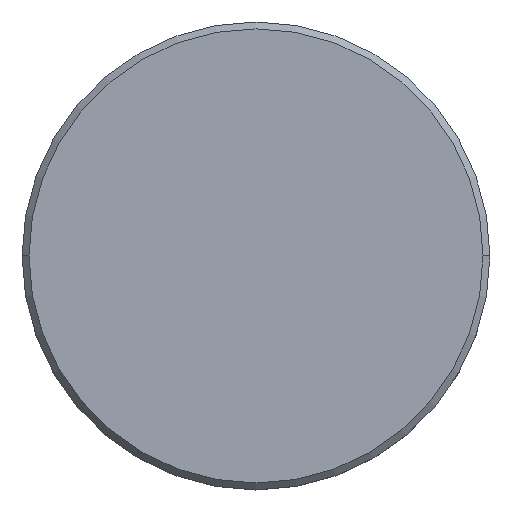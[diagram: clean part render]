
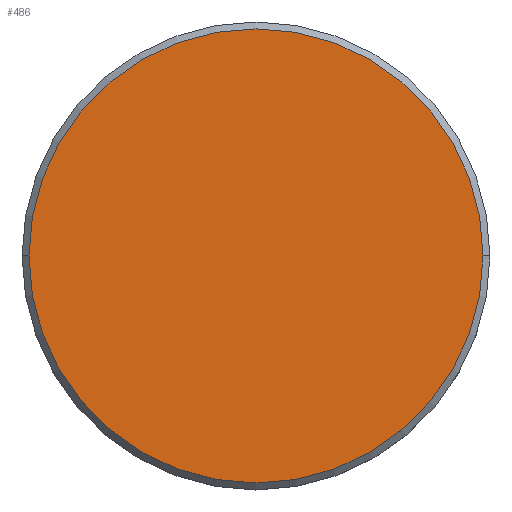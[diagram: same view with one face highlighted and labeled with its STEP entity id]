
A CAD part, top view. The second image highlights one B-rep face of the part: STEP entity #486.
In plain terms, the highlighted planar face has unit normal (0, 0, 1).
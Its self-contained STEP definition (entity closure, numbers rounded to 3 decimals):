
#266 = EDGE_CURVE ( 'NONE', #887, #834, #841, .T. ) ;
#286 = CARTESIAN_POINT ( 'NONE',  ( 0., 0., 0. ) ) ;
#292 = ORIENTED_EDGE ( 'NONE', *, *, #266, .T. ) ;
#351 = DIRECTION ( 'NONE',  ( 0., 0., 1. ) ) ;
#468 = CARTESIAN_POINT ( 'NONE',  ( 16.5, 0., 0. ) ) ;
#486 = ADVANCED_FACE ( 'NONE', ( #914 ), #1096, .T. ) ;
#545 = DIRECTION ( 'NONE',  ( 1., 0., 0. ) ) ;
#550 = CARTESIAN_POINT ( 'NONE',  ( -16.5, 0., 0. ) ) ;
#598 = DIRECTION ( 'NONE',  ( 0., 0., 1. ) ) ;
#660 = DIRECTION ( 'NONE',  ( 1., 0., 0. ) ) ;
#696 = CIRCLE ( 'NONE', #772, 16.5 ) ;
#767 = DIRECTION ( 'NONE',  ( 0., 0., 1. ) ) ;
#772 = AXIS2_PLACEMENT_3D ( 'NONE', #1009, #767, #660 ) ;
#796 = CARTESIAN_POINT ( 'NONE',  ( 0., 0., 0. ) ) ;
#834 = VERTEX_POINT ( 'NONE', #550 ) ;
#841 = CIRCLE ( 'NONE', #1077, 16.5 ) ;
#887 = VERTEX_POINT ( 'NONE', #468 ) ;
#914 = FACE_OUTER_BOUND ( 'NONE', #952, .T. ) ;
#931 = ORIENTED_EDGE ( 'NONE', *, *, #1016, .T. ) ;
#949 = DIRECTION ( 'NONE',  ( 1., 0., 0. ) ) ;
#952 = EDGE_LOOP ( 'NONE', ( #931, #292 ) ) ;
#1009 = CARTESIAN_POINT ( 'NONE',  ( 0., 0., 0. ) ) ;
#1016 = EDGE_CURVE ( 'NONE', #834, #887, #696, .T. ) ;
#1035 = AXIS2_PLACEMENT_3D ( 'NONE', #286, #351, #545 ) ;
#1077 = AXIS2_PLACEMENT_3D ( 'NONE', #796, #598, #949 ) ;
#1096 = PLANE ( 'NONE',  #1035 ) ;
